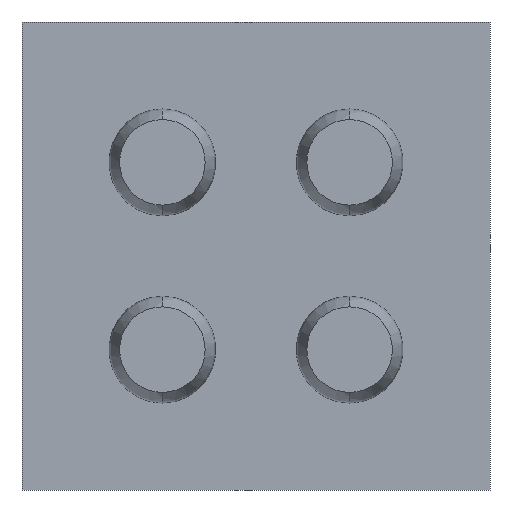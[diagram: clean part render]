
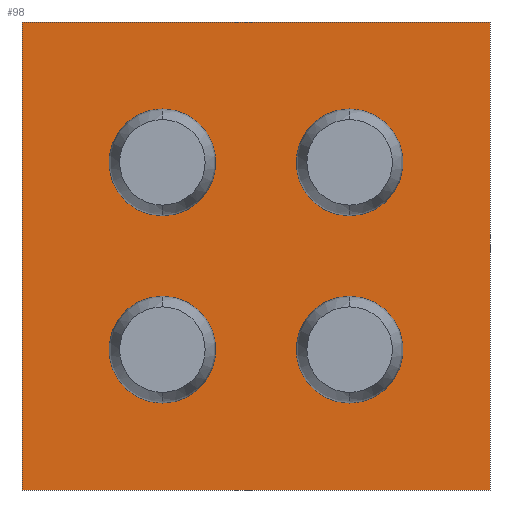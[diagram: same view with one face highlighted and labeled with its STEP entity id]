
A CAD part, front view. The second image highlights one B-rep face of the part: STEP entity #98.
In plain terms, the highlighted planar face has unit normal (0, -1, 0).
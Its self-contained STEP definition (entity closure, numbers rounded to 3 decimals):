
#3 = AXIS2_PLACEMENT_3D ( 'NONE', #439, #645, #176 ) ;
#5 = AXIS2_PLACEMENT_3D ( 'NONE', #431, #636, #170 ) ;
#28 = CIRCLE ( 'NONE', #402, 0.08 ) ;
#32 = AXIS2_PLACEMENT_3D ( 'NONE', #76, #276, #491 ) ;
#37 = CIRCLE ( 'NONE', #409, 0.08 ) ;
#39 = FACE_BOUND ( 'NONE', #357, .T. ) ;
#45 = CARTESIAN_POINT ( 'NONE',  ( 0.438, 0.165, 0.438 ) ) ;
#61 = EDGE_LOOP ( 'NONE', ( #161, #566 ) ) ;
#76 = CARTESIAN_POINT ( 'NONE',  ( 0.175, 0.165, -0.175 ) ) ;
#83 = CARTESIAN_POINT ( 'NONE',  ( -0.437, 0.165, 0.438 ) ) ;
#84 = DIRECTION ( 'NONE',  ( 0., -1., 0. ) ) ;
#85 = VECTOR ( 'NONE', #555, 1000. ) ;
#88 = CARTESIAN_POINT ( 'NONE',  ( -0.437, 0.165, 0.438 ) ) ;
#90 = CARTESIAN_POINT ( 'NONE',  ( -0.175, 0.165, 0.255 ) ) ;
#94 = CARTESIAN_POINT ( 'NONE',  ( -0.437, 0.165, -0.437 ) ) ;
#98 = ADVANCED_FACE ( 'NONE', ( #442, #288, #504, #39, #240 ), #450, .T. ) ;
#113 = CARTESIAN_POINT ( 'NONE',  ( -0.175, 0.165, 0.175 ) ) ;
#122 = CIRCLE ( 'NONE', #508, 0.08 ) ;
#126 = DIRECTION ( 'NONE',  ( 0., -1., 0. ) ) ;
#133 = CARTESIAN_POINT ( 'NONE',  ( -0.175, 0.165, 0.095 ) ) ;
#134 = AXIS2_PLACEMENT_3D ( 'NONE', #548, #84, #285 ) ;
#137 = CARTESIAN_POINT ( 'NONE',  ( 0.175, 0.165, 0.095 ) ) ;
#138 = CARTESIAN_POINT ( 'NONE',  ( 0.438, 0.165, 0.438 ) ) ;
#141 = VERTEX_POINT ( 'NONE', #271 ) ;
#144 = EDGE_CURVE ( 'NONE', #453, #212, #153, .T. ) ;
#145 = VECTOR ( 'NONE', #245, 1000. ) ;
#153 = CIRCLE ( 'NONE', #32, 0.08 ) ;
#161 = ORIENTED_EDGE ( 'NONE', *, *, #541, .F. ) ;
#170 = DIRECTION ( 'NONE',  ( 0., 0., -1. ) ) ;
#176 = DIRECTION ( 'NONE',  ( 0., 0., -1. ) ) ;
#180 = DIRECTION ( 'NONE',  ( 0., 0., -1. ) ) ;
#187 = LINE ( 'NONE', #346, #85 ) ;
#198 = DIRECTION ( 'NONE',  ( 0., 0., -1. ) ) ;
#203 = ORIENTED_EDGE ( 'NONE', *, *, #511, .F. ) ;
#212 = VERTEX_POINT ( 'NONE', #390 ) ;
#226 = AXIS2_PLACEMENT_3D ( 'NONE', #458, #660, #198 ) ;
#237 = CARTESIAN_POINT ( 'NONE',  ( -0.175, 0.165, 0.175 ) ) ;
#240 = FACE_OUTER_BOUND ( 'NONE', #527, .T. ) ;
#243 = EDGE_CURVE ( 'NONE', #363, #563, #187, .T. ) ;
#245 = DIRECTION ( 'NONE',  ( 0., 0., -1. ) ) ;
#248 = ORIENTED_EDGE ( 'NONE', *, *, #243, .F. ) ;
#252 = VERTEX_POINT ( 'NONE', #90 ) ;
#262 = ORIENTED_EDGE ( 'NONE', *, *, #526, .F. ) ;
#271 = CARTESIAN_POINT ( 'NONE',  ( 0.175, 0.165, 0.255 ) ) ;
#273 = CARTESIAN_POINT ( 'NONE',  ( 0.175, 0.165, -0.255 ) ) ;
#275 = EDGE_CURVE ( 'NONE', #616, #363, #559, .T. ) ;
#276 = DIRECTION ( 'NONE',  ( 0., -1., 0. ) ) ;
#278 = CIRCLE ( 'NONE', #661, 0.08 ) ;
#284 = DIRECTION ( 'NONE',  ( 1., 0., 0. ) ) ;
#285 = DIRECTION ( 'NONE',  ( 0., 0., -1. ) ) ;
#288 = FACE_BOUND ( 'NONE', #365, .T. ) ;
#294 = CIRCLE ( 'NONE', #3, 0.08 ) ;
#295 = DIRECTION ( 'NONE',  ( -1., 0., 0. ) ) ;
#302 = ORIENTED_EDGE ( 'NONE', *, *, #614, .F. ) ;
#303 = EDGE_CURVE ( 'NONE', #252, #611, #37, .T. ) ;
#315 = ORIENTED_EDGE ( 'NONE', *, *, #463, .F. ) ;
#316 = DIRECTION ( 'NONE',  ( 0., -1., 0. ) ) ;
#329 = DIRECTION ( 'NONE',  ( 0., 0., -1. ) ) ;
#337 = CARTESIAN_POINT ( 'NONE',  ( -0.175, 0.165, -0.255 ) ) ;
#342 = VECTOR ( 'NONE', #295, 1000. ) ;
#346 = CARTESIAN_POINT ( 'NONE',  ( -0.437, 0.165, 0.438 ) ) ;
#357 = EDGE_LOOP ( 'NONE', ( #602, #575 ) ) ;
#359 = ORIENTED_EDGE ( 'NONE', *, *, #654, .F. ) ;
#363 = VERTEX_POINT ( 'NONE', #430 ) ;
#365 = EDGE_LOOP ( 'NONE', ( #203, #315 ) ) ;
#379 = EDGE_CURVE ( 'NONE', #612, #477, #122, .T. ) ;
#390 = CARTESIAN_POINT ( 'NONE',  ( 0.175, 0.165, -0.095 ) ) ;
#392 = DIRECTION ( 'NONE',  ( 0., -1., 0. ) ) ;
#402 = AXIS2_PLACEMENT_3D ( 'NONE', #443, #649, #180 ) ;
#409 = AXIS2_PLACEMENT_3D ( 'NONE', #113, #316, #528 ) ;
#418 = EDGE_LOOP ( 'NONE', ( #604, #302 ) ) ;
#423 = CIRCLE ( 'NONE', #134, 0.08 ) ;
#430 = CARTESIAN_POINT ( 'NONE',  ( -0.437, 0.165, -0.437 ) ) ;
#431 = CARTESIAN_POINT ( 'NONE',  ( 0., 0.165, 0. ) ) ;
#439 = CARTESIAN_POINT ( 'NONE',  ( 0.175, 0.165, 0.175 ) ) ;
#442 = FACE_BOUND ( 'NONE', #418, .T. ) ;
#443 = CARTESIAN_POINT ( 'NONE',  ( 0.175, 0.165, 0.175 ) ) ;
#450 = PLANE ( 'NONE',  #5 ) ;
#453 = VERTEX_POINT ( 'NONE', #273 ) ;
#458 = CARTESIAN_POINT ( 'NONE',  ( 0.175, 0.165, -0.175 ) ) ;
#463 = EDGE_CURVE ( 'NONE', #141, #554, #294, .T. ) ;
#477 = VERTEX_POINT ( 'NONE', #592 ) ;
#491 = DIRECTION ( 'NONE',  ( 0., 0., -1. ) ) ;
#492 = VECTOR ( 'NONE', #284, 1000. ) ;
#500 = CARTESIAN_POINT ( 'NONE',  ( 0.438, 0.165, -0.437 ) ) ;
#504 = FACE_BOUND ( 'NONE', #61, .T. ) ;
#508 = AXIS2_PLACEMENT_3D ( 'NONE', #590, #126, #329 ) ;
#511 = EDGE_CURVE ( 'NONE', #554, #141, #28, .T. ) ;
#513 = LINE ( 'NONE', #45, #145 ) ;
#524 = CIRCLE ( 'NONE', #226, 0.08 ) ;
#526 = EDGE_CURVE ( 'NONE', #563, #625, #547, .T. ) ;
#527 = EDGE_LOOP ( 'NONE', ( #359, #262, #248, #567 ) ) ;
#528 = DIRECTION ( 'NONE',  ( 0., 0., -1. ) ) ;
#541 = EDGE_CURVE ( 'NONE', #611, #252, #278, .T. ) ;
#547 = LINE ( 'NONE', #83, #492 ) ;
#548 = CARTESIAN_POINT ( 'NONE',  ( -0.175, 0.165, -0.175 ) ) ;
#554 = VERTEX_POINT ( 'NONE', #137 ) ;
#555 = DIRECTION ( 'NONE',  ( 0., 0., 1. ) ) ;
#559 = LINE ( 'NONE', #94, #342 ) ;
#563 = VERTEX_POINT ( 'NONE', #88 ) ;
#566 = ORIENTED_EDGE ( 'NONE', *, *, #303, .F. ) ;
#567 = ORIENTED_EDGE ( 'NONE', *, *, #275, .F. ) ;
#575 = ORIENTED_EDGE ( 'NONE', *, *, #664, .F. ) ;
#590 = CARTESIAN_POINT ( 'NONE',  ( -0.175, 0.165, -0.175 ) ) ;
#592 = CARTESIAN_POINT ( 'NONE',  ( -0.175, 0.165, -0.095 ) ) ;
#600 = DIRECTION ( 'NONE',  ( 0., 0., -1. ) ) ;
#602 = ORIENTED_EDGE ( 'NONE', *, *, #144, .F. ) ;
#604 = ORIENTED_EDGE ( 'NONE', *, *, #379, .F. ) ;
#611 = VERTEX_POINT ( 'NONE', #133 ) ;
#612 = VERTEX_POINT ( 'NONE', #337 ) ;
#614 = EDGE_CURVE ( 'NONE', #477, #612, #423, .T. ) ;
#616 = VERTEX_POINT ( 'NONE', #500 ) ;
#625 = VERTEX_POINT ( 'NONE', #138 ) ;
#636 = DIRECTION ( 'NONE',  ( 0., -1., 0. ) ) ;
#645 = DIRECTION ( 'NONE',  ( 0., -1., 0. ) ) ;
#649 = DIRECTION ( 'NONE',  ( 0., -1., 0. ) ) ;
#654 = EDGE_CURVE ( 'NONE', #625, #616, #513, .T. ) ;
#660 = DIRECTION ( 'NONE',  ( 0., -1., 0. ) ) ;
#661 = AXIS2_PLACEMENT_3D ( 'NONE', #237, #392, #600 ) ;
#664 = EDGE_CURVE ( 'NONE', #212, #453, #524, .T. ) ;
